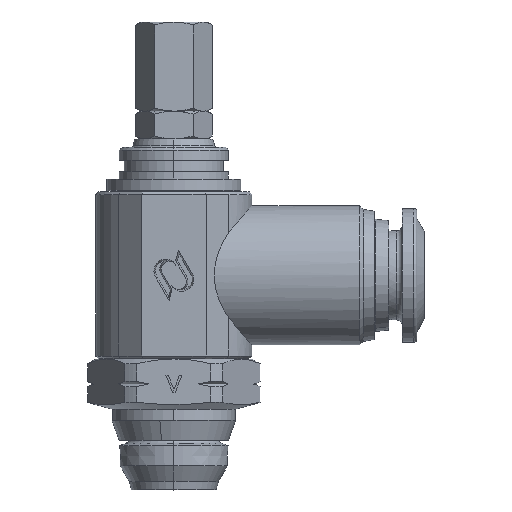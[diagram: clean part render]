
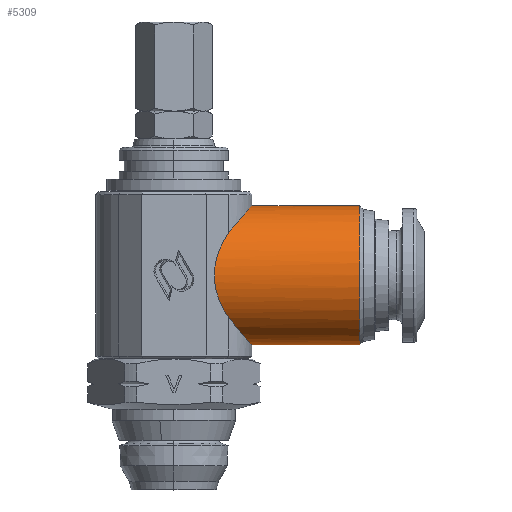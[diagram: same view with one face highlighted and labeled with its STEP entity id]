
A CAD part, top view. The second image highlights one B-rep face of the part: STEP entity #5309.
In plain terms, the highlighted cylindrical face has radius 6.25 mm (diameter 12.5 mm), a partial arc.
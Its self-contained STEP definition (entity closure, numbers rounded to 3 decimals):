
#999 = FACE_OUTER_BOUND ( 'NONE', #5145, .T. ) ;
#1002 = CYLINDRICAL_SURFACE ( 'NONE', #1294, 6.25 ) ;
#1039 = B_SPLINE_CURVE_WITH_KNOTS ( 'NONE', 3,
 ( #2696, #2691, #2700, #2701, #2702, #2703, #2704, #2705, #2706, #2707, #2708, #2709, #2710, #2711, #2712, #2713 ),
 .UNSPECIFIED., .F., .F.,
 ( 4, 2, 2, 2, 2, 2, 2, 4 ),
 ( 0.021, 0.022, 0.023, 0.024, 0.024, 0.025, 0.026, 0.027 ),
 .UNSPECIFIED. ) ;
#1040 =( BOUNDED_CURVE ( )  B_SPLINE_CURVE ( 3, ( #2699, #2698, #2716, #2717 ),
 .UNSPECIFIED., .F., .F. ) 
 B_SPLINE_CURVE_WITH_KNOTS ( ( 4, 4 ),
 ( 5.626, 6.94 ),
 .UNSPECIFIED. ) 
 CURVE ( )  GEOMETRIC_REPRESENTATION_ITEM ( )  RATIONAL_B_SPLINE_CURVE ( ( 1., 0.861, 0.861, 1. ) ) 
 REPRESENTATION_ITEM ( '' )  );
#1041 = B_SPLINE_CURVE_WITH_KNOTS ( 'NONE', 3,
 ( #2715, #2714, #2718, #2719, #2720, #2721, #2722, #2723, #2724, #2725, #2726, #2727, #2728, #2729, #2730, #2731 ),
 .UNSPECIFIED., .F., .F.,
 ( 4, 2, 2, 2, 2, 2, 2, 4 ),
 ( 0.036, 0.037, 0.038, 0.039, 0.04, 0.041, 0.042, 0.043 ),
 .UNSPECIFIED. ) ;
#1294 = AXIS2_PLACEMENT_3D ( 'NONE', #1740, #1741, #1739 ) ;
#1398 = AXIS2_PLACEMENT_3D ( 'NONE', #2664, #2665, #2666 ) ;
#1739 = DIRECTION ( 'NONE',  ( 0., -1., 0. ) ) ;
#1740 = CARTESIAN_POINT ( 'NONE',  ( 0., 19.26, 0. ) ) ;
#1741 = DIRECTION ( 'NONE',  ( -1., 0., 0. ) ) ;
#2149 = CIRCLE ( 'NONE', #1398, 6.25 ) ;
#2160 = LINE ( 'NONE', #2692, #2172 ) ;
#2172 = VECTOR ( 'NONE', #2697, 1000. ) ;
#2173 = LINE ( 'NONE', #2732, #2174 ) ;
#2174 = VECTOR ( 'NONE', #2734, 1000. ) ;
#2664 = CARTESIAN_POINT ( 'NONE',  ( 16.676, 19.26, 0. ) ) ;
#2665 = DIRECTION ( 'NONE',  ( -1., 0., 0. ) ) ;
#2666 = DIRECTION ( 'NONE',  ( 0., -1., 0. ) ) ;
#2691 = CARTESIAN_POINT ( 'NONE',  ( 7., 25.51, 0.255 ) ) ;
#2692 = CARTESIAN_POINT ( 'NONE',  ( 0., 25.51, 0. ) ) ;
#2696 = CARTESIAN_POINT ( 'NONE',  ( 7., 25.51, 0. ) ) ;
#2697 = DIRECTION ( 'NONE',  ( -1., 0., 0. ) ) ;
#2698 = CARTESIAN_POINT ( 'NONE',  ( 3.146, 20.737, 6.753 ) ) ;
#2699 = CARTESIAN_POINT ( 'NONE',  ( 4.95, 23.076, 4.95 ) ) ;
#2700 = CARTESIAN_POINT ( 'NONE',  ( 6.986, 25.494, 0.515 ) ) ;
#2701 = CARTESIAN_POINT ( 'NONE',  ( 6.93, 25.431, 1.022 ) ) ;
#2702 = CARTESIAN_POINT ( 'NONE',  ( 6.888, 25.385, 1.27 ) ) ;
#2703 = CARTESIAN_POINT ( 'NONE',  ( 6.781, 25.264, 1.755 ) ) ;
#2704 = CARTESIAN_POINT ( 'NONE',  ( 6.714, 25.188, 1.995 ) ) ;
#2705 = CARTESIAN_POINT ( 'NONE',  ( 6.56, 25.014, 2.453 ) ) ;
#2706 = CARTESIAN_POINT ( 'NONE',  ( 6.474, 24.915, 2.673 ) ) ;
#2707 = CARTESIAN_POINT ( 'NONE',  ( 6.283, 24.695, 3.095 ) ) ;
#2708 = CARTESIAN_POINT ( 'NONE',  ( 6.178, 24.574, 3.298 ) ) ;
#2709 = CARTESIAN_POINT ( 'NONE',  ( 5.957, 24.314, 3.684 ) ) ;
#2710 = CARTESIAN_POINT ( 'NONE',  ( 5.84, 24.177, 3.865 ) ) ;
#2711 = CARTESIAN_POINT ( 'NONE',  ( 5.478, 23.742, 4.379 ) ) ;
#2712 = CARTESIAN_POINT ( 'NONE',  ( 5.218, 23.424, 4.681 ) ) ;
#2713 = CARTESIAN_POINT ( 'NONE',  ( 4.95, 23.076, 4.95 ) ) ;
#2714 = CARTESIAN_POINT ( 'NONE',  ( 5.082, 15.272, 4.817 ) ) ;
#2715 = CARTESIAN_POINT ( 'NONE',  ( 4.95, 15.444, 4.95 ) ) ;
#2716 = CARTESIAN_POINT ( 'NONE',  ( 3.146, 17.783, 6.753 ) ) ;
#2717 = CARTESIAN_POINT ( 'NONE',  ( 4.95, 15.444, 4.95 ) ) ;
#2718 = CARTESIAN_POINT ( 'NONE',  ( 5.213, 15.106, 4.675 ) ) ;
#2719 = CARTESIAN_POINT ( 'NONE',  ( 5.471, 14.787, 4.371 ) ) ;
#2720 = CARTESIAN_POINT ( 'NONE',  ( 5.599, 14.632, 4.207 ) ) ;
#2721 = CARTESIAN_POINT ( 'NONE',  ( 5.964, 14.195, 3.689 ) ) ;
#2722 = CARTESIAN_POINT ( 'NONE',  ( 6.186, 13.937, 3.31 ) ) ;
#2723 = CARTESIAN_POINT ( 'NONE',  ( 6.472, 13.607, 2.676 ) ) ;
#2724 = CARTESIAN_POINT ( 'NONE',  ( 6.56, 13.506, 2.453 ) ) ;
#2725 = CARTESIAN_POINT ( 'NONE',  ( 6.714, 13.332, 1.997 ) ) ;
#2726 = CARTESIAN_POINT ( 'NONE',  ( 6.779, 13.258, 1.761 ) ) ;
#2727 = CARTESIAN_POINT ( 'NONE',  ( 6.887, 13.137, 1.276 ) ) ;
#2728 = CARTESIAN_POINT ( 'NONE',  ( 6.929, 13.089, 1.024 ) ) ;
#2729 = CARTESIAN_POINT ( 'NONE',  ( 6.986, 13.026, 0.516 ) ) ;
#2730 = CARTESIAN_POINT ( 'NONE',  ( 7., 13.01, 0.259 ) ) ;
#2731 = CARTESIAN_POINT ( 'NONE',  ( 7., 13.01, 0. ) ) ;
#2732 = CARTESIAN_POINT ( 'NONE',  ( 0., 13.01, 0. ) ) ;
#2734 = DIRECTION ( 'NONE',  ( -1., 0., 0. ) ) ;
#4716 = VERTEX_POINT ( 'NONE', #7339 ) ;
#4717 = VERTEX_POINT ( 'NONE', #7340 ) ;
#4727 = VERTEX_POINT ( 'NONE', #7350 ) ;
#4730 = VERTEX_POINT ( 'NONE', #7353 ) ;
#4731 = VERTEX_POINT ( 'NONE', #7354 ) ;
#4732 = VERTEX_POINT ( 'NONE', #7355 ) ;
#5145 = EDGE_LOOP ( 'NONE', ( #5616, #5617, #5618, #5619, #5620, #5621 ) ) ;
#5309 = ADVANCED_FACE ( 'NONE', ( #999 ), #1002, .T. ) ;
#5480 = EDGE_CURVE ( 'NONE', #4717, #4716, #2149, .T. ) ;
#5493 = EDGE_CURVE ( 'NONE', #4716, #4727, #2160, .T. ) ;
#5494 = EDGE_CURVE ( 'NONE', #4727, #4730, #1039, .T. ) ;
#5495 = EDGE_CURVE ( 'NONE', #4730, #4731, #1040, .T. ) ;
#5496 = EDGE_CURVE ( 'NONE', #4731, #4732, #1041, .T. ) ;
#5497 = EDGE_CURVE ( 'NONE', #4717, #4732, #2173, .T. ) ;
#5616 = ORIENTED_EDGE ( 'NONE', *, *, #5480, .T. ) ;
#5617 = ORIENTED_EDGE ( 'NONE', *, *, #5493, .T. ) ;
#5618 = ORIENTED_EDGE ( 'NONE', *, *, #5494, .T. ) ;
#5619 = ORIENTED_EDGE ( 'NONE', *, *, #5495, .T. ) ;
#5620 = ORIENTED_EDGE ( 'NONE', *, *, #5496, .T. ) ;
#5621 = ORIENTED_EDGE ( 'NONE', *, *, #5497, .F. ) ;
#7339 = CARTESIAN_POINT ( 'NONE',  ( 16.676, 25.51, 0. ) ) ;
#7340 = CARTESIAN_POINT ( 'NONE',  ( 16.676, 13.01, 0. ) ) ;
#7350 = CARTESIAN_POINT ( 'NONE',  ( 7., 25.51, 0. ) ) ;
#7353 = CARTESIAN_POINT ( 'NONE',  ( 4.95, 23.076, 4.95 ) ) ;
#7354 = CARTESIAN_POINT ( 'NONE',  ( 4.95, 15.444, 4.95 ) ) ;
#7355 = CARTESIAN_POINT ( 'NONE',  ( 7., 13.01, 0. ) ) ;
